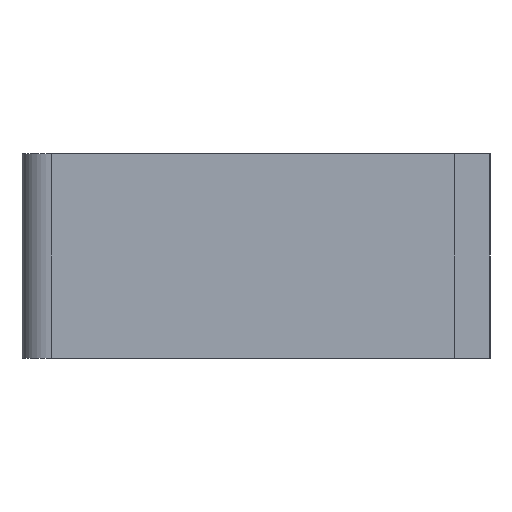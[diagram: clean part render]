
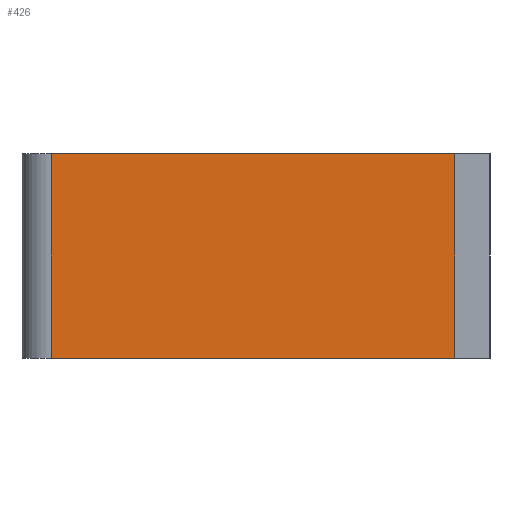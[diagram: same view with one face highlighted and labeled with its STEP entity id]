
A CAD part, left-side view. The second image highlights one B-rep face of the part: STEP entity #426.
In plain terms, the highlighted planar face has unit normal (-1, 0, 0).
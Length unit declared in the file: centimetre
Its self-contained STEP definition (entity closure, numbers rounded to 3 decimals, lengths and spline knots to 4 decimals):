
#35=PLANE('',#486);
#58=FACE_OUTER_BOUND('',#86,.T.);
#86=EDGE_LOOP('',(#378,#379,#380,#381));
#101=LINE('',#642,#144);
#121=LINE('',#694,#164);
#125=LINE('',#705,#168);
#131=LINE('',#724,#174);
#144=VECTOR('',#518,1.);
#164=VECTOR('',#566,1.);
#168=VECTOR('',#578,1.);
#174=VECTOR('',#604,1.);
#201=VERTEX_POINT('',#640);
#202=VERTEX_POINT('',#641);
#220=VERTEX_POINT('',#692);
#223=VERTEX_POINT('',#703);
#241=EDGE_CURVE('',#201,#202,#101,.T.);
#268=EDGE_CURVE('',#202,#220,#121,.T.);
#274=EDGE_CURVE('',#223,#220,#125,.T.);
#283=EDGE_CURVE('',#201,#223,#131,.T.);
#378=ORIENTED_EDGE('',*,*,#241,.T.);
#379=ORIENTED_EDGE('',*,*,#268,.T.);
#380=ORIENTED_EDGE('',*,*,#274,.F.);
#381=ORIENTED_EDGE('',*,*,#283,.F.);
#426=ADVANCED_FACE('',(#58),#35,.T.);
#486=AXIS2_PLACEMENT_3D('',#723,#602,#603);
#518=DIRECTION('',(0.,0.,1.));
#566=DIRECTION('',(0.,1.,0.));
#578=DIRECTION('',(0.,0.,1.));
#602=DIRECTION('center_axis',(-1.,0.,0.));
#603=DIRECTION('ref_axis',(0.,0.,1.));
#604=DIRECTION('',(0.,1.,0.));
#640=CARTESIAN_POINT('',(-5.,-6.4,-1.75));
#641=CARTESIAN_POINT('',(-5.,-6.4,1.75));
#642=CARTESIAN_POINT('',(-5.,-6.4,0.));
#692=CARTESIAN_POINT('',(-5.,0.5,1.75));
#694=CARTESIAN_POINT('',(-5.,0.,1.75));
#703=CARTESIAN_POINT('',(-5.,0.5,-1.75));
#705=CARTESIAN_POINT('',(-5.,0.5,-0.875));
#723=CARTESIAN_POINT('Origin',(-5.,0.,-1.75));
#724=CARTESIAN_POINT('',(-5.,0.,-1.75));
